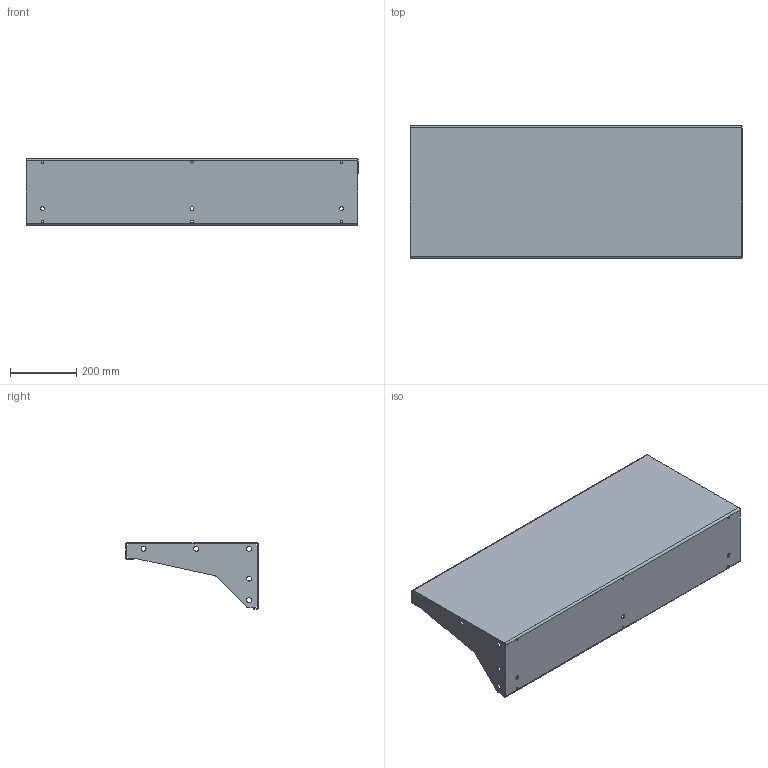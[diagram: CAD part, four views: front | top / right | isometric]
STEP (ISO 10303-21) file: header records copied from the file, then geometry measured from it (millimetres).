
FILE_DESCRIPTION (( 'STEP AP203' ), '1' );
FILE_NAME ('CRS3_400_1000.STEP', '2019-12-10T12:34:53', ( '' ), ( '' ), 'SwSTEP 2.0', 'SolidWorks 2019', '' );
FILE_SCHEMA (( 'CONFIG_CONTROL_DESIGN' ));
Length unit declared in the file: millimetre
Products named in the file (3): CRS3_400_1000; CRS3_400_1000_Wall; CR3_400 Con. straight
Assembly tree (3 placements, depth 2):
  CRS3_400_1000
    CRS3_400_1000_Wall
    CR3_400 Con. straight  x2
Bounding box: 1000 x 400 x 200 mm (x, y, z)
Volume: 2229968.2 mm3; surface area: 1505205.1 mm2
Topology: 3 solids, 3 shells, 106 faces, 274 edges, 168 vertices
Faces by surface type: plane 56, cylinder 50
Entity records: 2796 total; most frequent: DIRECTION 455, CARTESIAN_POINT 414, ORIENTED_EDGE 410, EDGE_CURVE 205, AXIS2_PLACEMENT_3D 163, VECTOR 129, LINE 129, VERTEX_POINT 122
